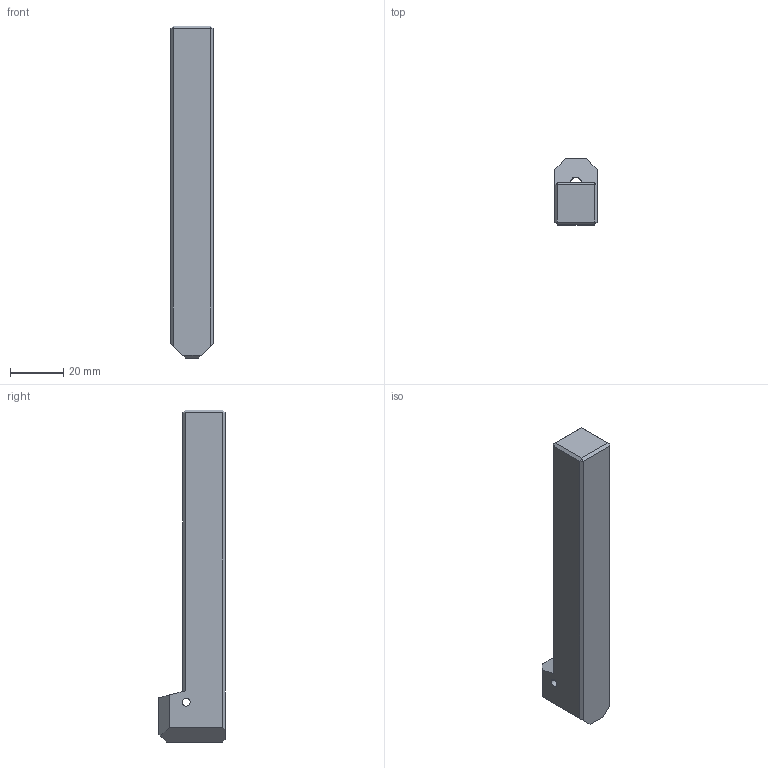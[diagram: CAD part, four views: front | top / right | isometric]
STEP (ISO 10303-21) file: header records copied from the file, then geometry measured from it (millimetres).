
FILE_DESCRIPTION(/* description */ (''),/* implementation_level */ '2;1');
FILE_NAME(/* name */ '1503306766966.stp',/* time_stamp */ '2017-08-21T11:12:53+02:00',/* author */ (''),/* organization */ ('SMS'),/* preprocessor_version */ 'ST-DEVELOPER v15',/* originating_system */ 'SIEMENS PLM Software NX 8.5',/* authorisation */ '');
FILE_SCHEMA (('AUTOMOTIVE_DESIGN { 1 0 10303 214 3 1 1 1 }'));
Length unit declared in the file: millimetre
Products named in the file (1): CXS-1616-04FN_step
Bounding box: 16 x 25 x 125 mm (x, y, z)
Volume: 32826.5 mm3; surface area: 8863.8 mm2
Topology: 1 solids, 1 shells, 41 faces, 115 edges, 70 vertices
Faces by surface type: plane 27, cylinder 9, cone 5
Entity records: 1511 total; most frequent: CARTESIAN_POINT 425, ORIENTED_EDGE 226, DIRECTION 206, EDGE_CURVE 113, LINE 82, VECTOR 82, VERTEX_POINT 70, AXIS2_PLACEMENT_3D 62
